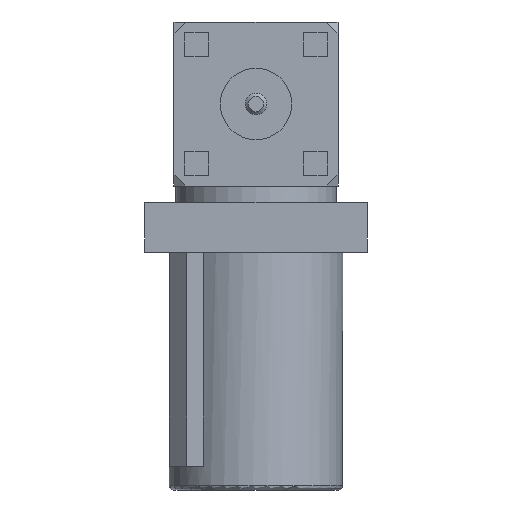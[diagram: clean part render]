
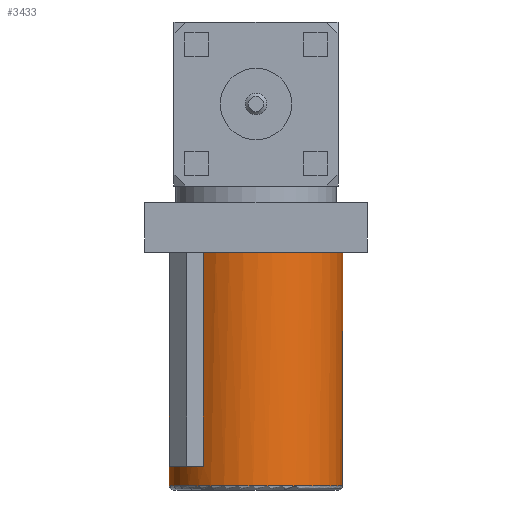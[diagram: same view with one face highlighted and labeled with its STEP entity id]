
A CAD part, front view. The second image highlights one B-rep face of the part: STEP entity #3433.
In plain terms, the highlighted cylindrical face has radius 3.708 mm (diameter 7.417 mm), a full revolution.
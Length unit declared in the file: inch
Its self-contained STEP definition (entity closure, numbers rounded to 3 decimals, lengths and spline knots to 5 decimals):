
#42 = ORIENTED_EDGE ( 'NONE', *, *, #1435, .F. ) ;
#151 = CIRCLE ( 'NONE', #3542, 0.146 ) ;
#173 = VECTOR ( 'NONE', #943, 39.37008 ) ;
#237 = DIRECTION ( 'NONE',  ( -1., 0., 0. ) ) ;
#264 = DIRECTION ( 'NONE',  ( 0., 0., 1. ) ) ;
#362 = ORIENTED_EDGE ( 'NONE', *, *, #1653, .T. ) ;
#365 = CARTESIAN_POINT ( 'NONE',  ( -0.09385, 0.11184, -0.084 ) ) ;
#384 = VERTEX_POINT ( 'NONE', #2217 ) ;
#389 = AXIS2_PLACEMENT_3D ( 'NONE', #2964, #4546, #2305 ) ;
#430 = ORIENTED_EDGE ( 'NONE', *, *, #4455, .F. ) ;
#432 = ORIENTED_EDGE ( 'NONE', *, *, #950, .T. ) ;
#448 = VECTOR ( 'NONE', #627, 39.37008 ) ;
#511 = LINE ( 'NONE', #1984, #448 ) ;
#521 = VECTOR ( 'NONE', #264, 39.37008 ) ;
#529 = CARTESIAN_POINT ( 'NONE',  ( -0.0385, 0.14083, -0.484 ) ) ;
#611 = CIRCLE ( 'NONE', #3295, 0.146 ) ;
#627 = DIRECTION ( 'NONE',  ( 0., 0., 1. ) ) ;
#776 = DIRECTION ( 'NONE',  ( -1., 0., 0. ) ) ;
#809 = ORIENTED_EDGE ( 'NONE', *, *, #1939, .F. ) ;
#899 = VERTEX_POINT ( 'NONE', #4476 ) ;
#943 = DIRECTION ( 'NONE',  ( 0., 0., 1. ) ) ;
#950 = EDGE_CURVE ( 'NONE', #4290, #4290, #2659, .T. ) ;
#976 = CARTESIAN_POINT ( 'NONE',  ( 0.0385, 0.14083, -0.484 ) ) ;
#999 = VERTEX_POINT ( 'NONE', #365 ) ;
#1055 = DIRECTION ( 'NONE',  ( -1., 0., 0. ) ) ;
#1138 = CARTESIAN_POINT ( 'NONE',  ( 0., 0., -0.477 ) ) ;
#1221 = LINE ( 'NONE', #529, #4621 ) ;
#1225 = VERTEX_POINT ( 'NONE', #4705 ) ;
#1243 = DIRECTION ( 'NONE',  ( 0., 0., -1. ) ) ;
#1279 = EDGE_CURVE ( 'NONE', #1225, #3963, #3846, .T. ) ;
#1435 = EDGE_CURVE ( 'NONE', #384, #2360, #511, .T. ) ;
#1514 = CARTESIAN_POINT ( 'NONE',  ( -0.09385, 0.11184, -0.474 ) ) ;
#1530 = CIRCLE ( 'NONE', #1767, 0.146 ) ;
#1653 = EDGE_CURVE ( 'NONE', #4213, #3688, #4704, .T. ) ;
#1764 = CIRCLE ( 'NONE', #4700, 0.146 ) ;
#1767 = AXIS2_PLACEMENT_3D ( 'NONE', #2176, #2460, #1055 ) ;
#1772 = CARTESIAN_POINT ( 'NONE',  ( -0.146, 0., -0.477 ) ) ;
#1780 = ORIENTED_EDGE ( 'NONE', *, *, #2278, .T. ) ;
#1787 = ORIENTED_EDGE ( 'NONE', *, *, #3897, .F. ) ;
#1807 = DIRECTION ( 'NONE',  ( 0., 0., -1. ) ) ;
#1864 = EDGE_LOOP ( 'NONE', ( #42, #430, #4377, #362, #3290, #809, #2476, #1780, #3659, #1787, #2952, #4081 ) ) ;
#1913 = AXIS2_PLACEMENT_3D ( 'NONE', #3013, #4113, #3351 ) ;
#1939 = EDGE_CURVE ( 'NONE', #3216, #2337, #611, .T. ) ;
#1984 = CARTESIAN_POINT ( 'NONE',  ( -0.08841, -0.11619, -0.474 ) ) ;
#2115 = CARTESIAN_POINT ( 'NONE',  ( -0.12765, 0.07087, -0.444 ) ) ;
#2176 = CARTESIAN_POINT ( 'NONE',  ( 0., 0., -0.084 ) ) ;
#2217 = CARTESIAN_POINT ( 'NONE',  ( -0.08841, -0.11619, -0.444 ) ) ;
#2245 = CIRCLE ( 'NONE', #4570, 0.146 ) ;
#2262 = FACE_OUTER_BOUND ( 'NONE', #3683, .T. ) ;
#2278 = EDGE_CURVE ( 'NONE', #999, #3725, #1530, .T. ) ;
#2305 = DIRECTION ( 'NONE',  ( -1., 0., 0. ) ) ;
#2337 = VERTEX_POINT ( 'NONE', #2115 ) ;
#2360 = VERTEX_POINT ( 'NONE', #2991 ) ;
#2460 = DIRECTION ( 'NONE',  ( 0., 0., -1. ) ) ;
#2476 = ORIENTED_EDGE ( 'NONE', *, *, #3603, .T. ) ;
#2556 = DIRECTION ( 'NONE',  ( -1., 0., 0. ) ) ;
#2573 = DIRECTION ( 'NONE',  ( 0., 0., 1. ) ) ;
#2610 = CARTESIAN_POINT ( 'NONE',  ( -0.11662, -0.08784, -0.084 ) ) ;
#2626 = VECTOR ( 'NONE', #3448, 39.37008 ) ;
#2659 = CIRCLE ( 'NONE', #3512, 0.146 ) ;
#2799 = CARTESIAN_POINT ( 'NONE',  ( -0.0385, 0.14083, -0.084 ) ) ;
#2952 = ORIENTED_EDGE ( 'NONE', *, *, #1279, .F. ) ;
#2964 = CARTESIAN_POINT ( 'NONE',  ( 0., 0., -0.084 ) ) ;
#2991 = CARTESIAN_POINT ( 'NONE',  ( -0.08841, -0.11619, -0.084 ) ) ;
#2995 = CARTESIAN_POINT ( 'NONE',  ( 0., 0., -0.444 ) ) ;
#3013 = CARTESIAN_POINT ( 'NONE',  ( 0., 0., -0.484 ) ) ;
#3144 = DIRECTION ( 'NONE',  ( 0., 0., 1. ) ) ;
#3216 = VERTEX_POINT ( 'NONE', #4222 ) ;
#3290 = ORIENTED_EDGE ( 'NONE', *, *, #3790, .F. ) ;
#3295 = AXIS2_PLACEMENT_3D ( 'NONE', #4674, #3539, #237 ) ;
#3329 = CYLINDRICAL_SURFACE ( 'NONE', #1913, 0.146 ) ;
#3334 = DIRECTION ( 'NONE',  ( 0., 0., 1. ) ) ;
#3341 = EDGE_CURVE ( 'NONE', #899, #4213, #4247, .T. ) ;
#3351 = DIRECTION ( 'NONE',  ( 1., 0., 0. ) ) ;
#3357 = VECTOR ( 'NONE', #4625, 39.37008 ) ;
#3383 = LINE ( 'NONE', #1514, #2626 ) ;
#3433 = ADVANCED_FACE ( 'NONE', ( #2262, #3720 ), #3329, .T. ) ;
#3448 = DIRECTION ( 'NONE',  ( 0., 0., 1. ) ) ;
#3512 = AXIS2_PLACEMENT_3D ( 'NONE', #1138, #2573, #776 ) ;
#3524 = CARTESIAN_POINT ( 'NONE',  ( -0.12765, 0.07087, -0.474 ) ) ;
#3539 = DIRECTION ( 'NONE',  ( 0., 0., 1. ) ) ;
#3542 = AXIS2_PLACEMENT_3D ( 'NONE', #3681, #1807, #2556 ) ;
#3573 = CARTESIAN_POINT ( 'NONE',  ( -0.11662, -0.08784, -0.474 ) ) ;
#3603 = EDGE_CURVE ( 'NONE', #3216, #999, #3383, .T. ) ;
#3659 = ORIENTED_EDGE ( 'NONE', *, *, #4640, .T. ) ;
#3681 = CARTESIAN_POINT ( 'NONE',  ( 0., 0., -0.084 ) ) ;
#3683 = EDGE_LOOP ( 'NONE', ( #432 ) ) ;
#3688 = VERTEX_POINT ( 'NONE', #4530 ) ;
#3710 = VERTEX_POINT ( 'NONE', #4638 ) ;
#3720 = FACE_OUTER_BOUND ( 'NONE', #1864, .T. ) ;
#3725 = VERTEX_POINT ( 'NONE', #2799 ) ;
#3790 = EDGE_CURVE ( 'NONE', #2337, #3688, #3886, .T. ) ;
#3846 = LINE ( 'NONE', #976, #3357 ) ;
#3886 = LINE ( 'NONE', #3524, #173 ) ;
#3897 = EDGE_CURVE ( 'NONE', #3963, #3710, #2245, .T. ) ;
#3941 = CARTESIAN_POINT ( 'NONE',  ( 0.0385, 0.14083, -0.331 ) ) ;
#3963 = VERTEX_POINT ( 'NONE', #3941 ) ;
#4081 = ORIENTED_EDGE ( 'NONE', *, *, #4392, .T. ) ;
#4113 = DIRECTION ( 'NONE',  ( 0., 0., 1. ) ) ;
#4211 = CARTESIAN_POINT ( 'NONE',  ( 0., 0., -0.331 ) ) ;
#4213 = VERTEX_POINT ( 'NONE', #2610 ) ;
#4222 = CARTESIAN_POINT ( 'NONE',  ( -0.09385, 0.11184, -0.444 ) ) ;
#4247 = LINE ( 'NONE', #3573, #521 ) ;
#4290 = VERTEX_POINT ( 'NONE', #1772 ) ;
#4377 = ORIENTED_EDGE ( 'NONE', *, *, #3341, .T. ) ;
#4392 = EDGE_CURVE ( 'NONE', #1225, #2360, #151, .T. ) ;
#4455 = EDGE_CURVE ( 'NONE', #899, #384, #1764, .T. ) ;
#4456 = DIRECTION ( 'NONE',  ( 1., 0., 0. ) ) ;
#4476 = CARTESIAN_POINT ( 'NONE',  ( -0.11662, -0.08784, -0.444 ) ) ;
#4530 = CARTESIAN_POINT ( 'NONE',  ( -0.12765, 0.07087, -0.084 ) ) ;
#4546 = DIRECTION ( 'NONE',  ( 0., 0., -1. ) ) ;
#4570 = AXIS2_PLACEMENT_3D ( 'NONE', #4211, #3144, #4599 ) ;
#4599 = DIRECTION ( 'NONE',  ( 1., 0., 0. ) ) ;
#4621 = VECTOR ( 'NONE', #1243, 39.37008 ) ;
#4625 = DIRECTION ( 'NONE',  ( 0., 0., -1. ) ) ;
#4638 = CARTESIAN_POINT ( 'NONE',  ( -0.0385, 0.14083, -0.331 ) ) ;
#4640 = EDGE_CURVE ( 'NONE', #3725, #3710, #1221, .T. ) ;
#4674 = CARTESIAN_POINT ( 'NONE',  ( 0., 0., -0.444 ) ) ;
#4700 = AXIS2_PLACEMENT_3D ( 'NONE', #2995, #3334, #4456 ) ;
#4704 = CIRCLE ( 'NONE', #389, 0.146 ) ;
#4705 = CARTESIAN_POINT ( 'NONE',  ( 0.0385, 0.14083, -0.084 ) ) ;
